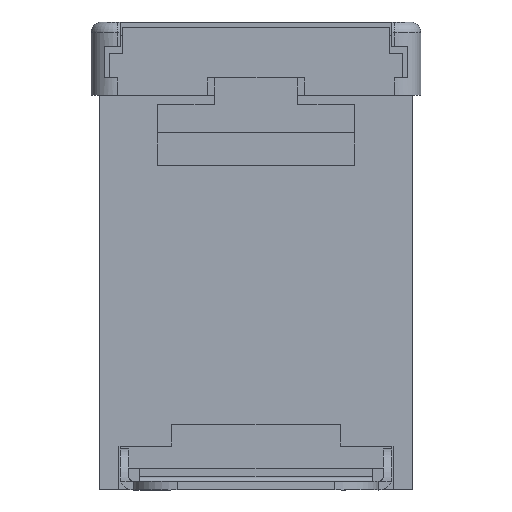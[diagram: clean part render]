
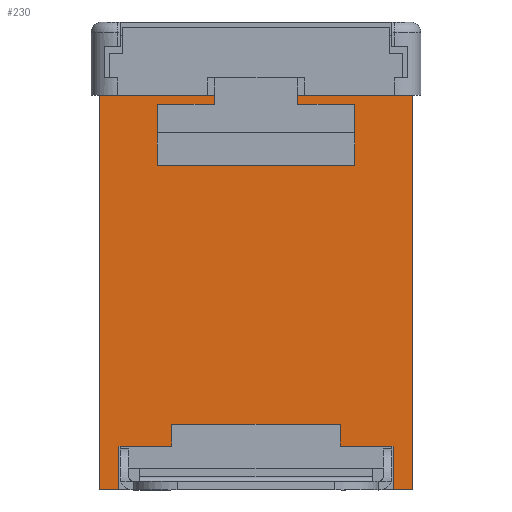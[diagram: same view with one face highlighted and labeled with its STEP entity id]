
A CAD part, left-side view. The second image highlights one B-rep face of the part: STEP entity #230.
In plain terms, the highlighted planar face has unit normal (-1, 0, 0).
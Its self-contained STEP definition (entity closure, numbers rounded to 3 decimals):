
#230=ADVANCED_FACE('',(#554),#412,.T.);
#412=PLANE('',#3730);
#554=FACE_OUTER_BOUND('',#730,.T.);
#730=EDGE_LOOP('',(#1017,#1018,#1019,#1020,#1021,#1022,#1023,#1024,#1025,
#1026,#1027,#1028,#1029,#1030));
#1017=ORIENTED_EDGE('',*,*,#2383,.T.);
#1018=ORIENTED_EDGE('',*,*,#2384,.T.);
#1019=ORIENTED_EDGE('',*,*,#2385,.T.);
#1020=ORIENTED_EDGE('',*,*,#2386,.T.);
#1021=ORIENTED_EDGE('',*,*,#2373,.T.);
#1022=ORIENTED_EDGE('',*,*,#2318,.T.);
#1023=ORIENTED_EDGE('',*,*,#2326,.F.);
#1024=ORIENTED_EDGE('',*,*,#2387,.T.);
#1025=ORIENTED_EDGE('',*,*,#2388,.T.);
#1026=ORIENTED_EDGE('',*,*,#2389,.T.);
#1027=ORIENTED_EDGE('',*,*,#2321,.T.);
#1028=ORIENTED_EDGE('',*,*,#2310,.T.);
#1029=ORIENTED_EDGE('',*,*,#2369,.T.);
#1030=ORIENTED_EDGE('',*,*,#2390,.T.);
#1968=VERTEX_POINT('',#4962);
#1969=VERTEX_POINT('',#4964);
#1976=VERTEX_POINT('',#4978);
#1977=VERTEX_POINT('',#4980);
#1979=VERTEX_POINT('',#4986);
#1982=VERTEX_POINT('',#4994);
#2013=VERTEX_POINT('',#5079);
#2016=VERTEX_POINT('',#5086);
#2025=VERTEX_POINT('',#5109);
#2026=VERTEX_POINT('',#5110);
#2027=VERTEX_POINT('',#5112);
#2028=VERTEX_POINT('',#5114);
#2029=VERTEX_POINT('',#5117);
#2030=VERTEX_POINT('',#5119);
#2310=EDGE_CURVE('',#1969,#1968,#2837,.T.);
#2318=EDGE_CURVE('',#1977,#1976,#2845,.T.);
#2321=EDGE_CURVE('',#1979,#1969,#2848,.T.);
#2326=EDGE_CURVE('',#1982,#1976,#2853,.T.);
#2369=EDGE_CURVE('',#1968,#2013,#2896,.T.);
#2373=EDGE_CURVE('',#2016,#1977,#2900,.T.);
#2383=EDGE_CURVE('',#2025,#2026,#2910,.T.);
#2384=EDGE_CURVE('',#2026,#2027,#2911,.T.);
#2385=EDGE_CURVE('',#2027,#2028,#2912,.T.);
#2386=EDGE_CURVE('',#2028,#2016,#2913,.T.);
#2387=EDGE_CURVE('',#1982,#2029,#2914,.T.);
#2388=EDGE_CURVE('',#2029,#2030,#2915,.T.);
#2389=EDGE_CURVE('',#2030,#1979,#2916,.T.);
#2390=EDGE_CURVE('',#2013,#2025,#2917,.T.);
#2837=LINE('',#4963,#3279);
#2845=LINE('',#4979,#3287);
#2848=LINE('',#4985,#3290);
#2853=LINE('',#4995,#3295);
#2896=LINE('',#5081,#3338);
#2900=LINE('',#5088,#3342);
#2910=LINE('',#5108,#3352);
#2911=LINE('',#5111,#3353);
#2912=LINE('',#5113,#3354);
#2913=LINE('',#5115,#3355);
#2914=LINE('',#5116,#3356);
#2915=LINE('',#5118,#3357);
#2916=LINE('',#5120,#3358);
#2917=LINE('',#5121,#3359);
#3279=VECTOR('',#3990,1.);
#3287=VECTOR('',#3998,1.);
#3290=VECTOR('',#4003,1.);
#3295=VECTOR('',#4010,1.);
#3338=VECTOR('',#4075,1.);
#3342=VECTOR('',#4081,1.);
#3352=VECTOR('',#4095,1.);
#3353=VECTOR('',#4096,1.);
#3354=VECTOR('',#4097,1.);
#3355=VECTOR('',#4098,1.);
#3356=VECTOR('',#4099,1.);
#3357=VECTOR('',#4100,1.);
#3358=VECTOR('',#4101,1.);
#3359=VECTOR('',#4102,1.);
#3730=AXIS2_PLACEMENT_3D('',#5122,#4103,#4104);
#3990=DIRECTION('',(0.,-1.,0.));
#3998=DIRECTION('',(0.,-1.,0.));
#4003=DIRECTION('',(0.,0.,-1.));
#4010=DIRECTION('',(0.,0.,-1.));
#4075=DIRECTION('',(0.,0.,1.));
#4081=DIRECTION('',(0.,0.,-1.));
#4095=DIRECTION('',(0.,0.,1.));
#4096=DIRECTION('',(0.,-1.,0.));
#4097=DIRECTION('',(0.,0.,-1.));
#4098=DIRECTION('',(0.,-1.,0.));
#4099=DIRECTION('',(0.,1.,0.));
#4100=DIRECTION('',(0.,1.,0.));
#4101=DIRECTION('',(0.,1.,0.));
#4102=DIRECTION('',(0.,-1.,0.));
#4103=DIRECTION('',(-1.,0.,0.));
#4104=DIRECTION('',(0.,0.,1.));
#4962=CARTESIAN_POINT('',(-9.75,6.25,-9.353));
#4963=CARTESIAN_POINT('',(-9.75,7.25,-9.353));
#4964=CARTESIAN_POINT('',(-9.75,7.15,-9.353));
#4978=CARTESIAN_POINT('',(-9.75,-7.15,-9.353));
#4979=CARTESIAN_POINT('',(-9.75,-6.35,-9.353));
#4980=CARTESIAN_POINT('',(-9.75,-6.25,-9.353));
#4985=CARTESIAN_POINT('',(-9.75,7.15,8.647));
#4986=CARTESIAN_POINT('',(-9.75,7.15,8.647));
#4994=CARTESIAN_POINT('',(-9.75,-7.15,8.647));
#4995=CARTESIAN_POINT('',(-9.75,-7.15,8.647));
#5079=CARTESIAN_POINT('',(-9.75,6.25,-7.353));
#5081=CARTESIAN_POINT('',(-9.75,6.25,-9.353));
#5086=CARTESIAN_POINT('',(-9.75,-6.25,-7.353));
#5088=CARTESIAN_POINT('',(-9.75,-6.25,-7.353));
#5108=CARTESIAN_POINT('',(-9.75,3.85,-7.353));
#5109=CARTESIAN_POINT('',(-9.75,3.85,-7.353));
#5110=CARTESIAN_POINT('',(-9.75,3.85,-6.353));
#5111=CARTESIAN_POINT('',(-9.75,3.85,-6.353));
#5112=CARTESIAN_POINT('',(-9.75,-3.85,-6.353));
#5113=CARTESIAN_POINT('',(-9.75,-3.85,-6.353));
#5114=CARTESIAN_POINT('',(-9.75,-3.85,-7.353));
#5115=CARTESIAN_POINT('',(-9.75,-3.85,-7.353));
#5116=CARTESIAN_POINT('',(-9.75,-7.25,8.647));
#5117=CARTESIAN_POINT('',(-9.75,-2.2,8.647));
#5118=CARTESIAN_POINT('',(-9.75,-2.2,8.647));
#5119=CARTESIAN_POINT('',(-9.75,2.2,8.647));
#5120=CARTESIAN_POINT('',(-9.75,2.2,8.647));
#5121=CARTESIAN_POINT('',(-9.75,6.35,-7.353));
#5122=CARTESIAN_POINT('',(-9.75,7.25,8.647));
